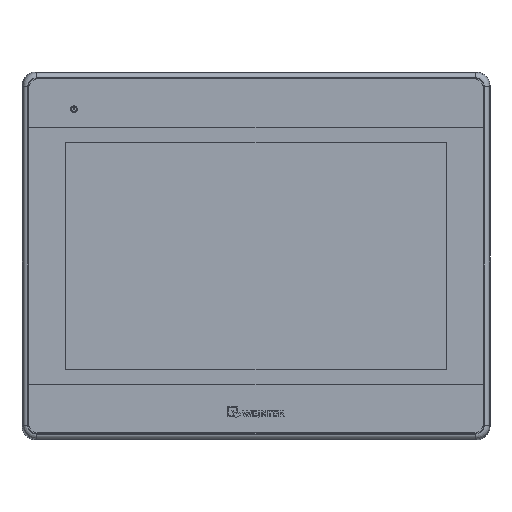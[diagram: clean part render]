
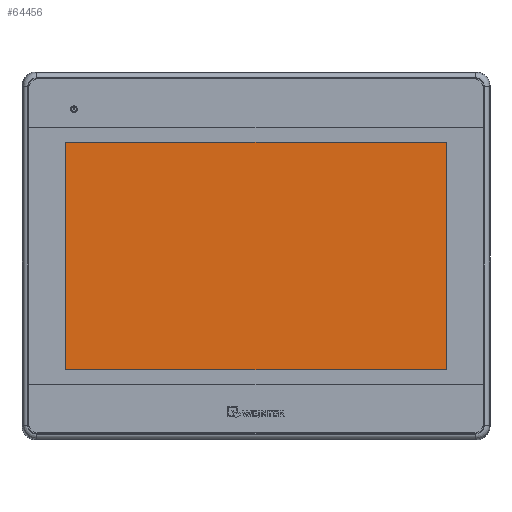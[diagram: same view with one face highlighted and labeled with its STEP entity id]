
A CAD part, top view. The second image highlights one B-rep face of the part: STEP entity #64456.
In plain terms, the highlighted planar face has unit normal (0, 0, 1).
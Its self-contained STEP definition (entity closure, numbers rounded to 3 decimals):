
#2249 = EDGE_LOOP ( 'NONE', ( #22731, #22733, #22735, #22737 ) ) ;
#9289 = LINE ( 'NONE', #9307, #33163 ) ;
#9299 = LINE ( 'NONE', #9303, #33155 ) ;
#9303 = CARTESIAN_POINT ( 'NONE',  ( 110.15, -97.7, 22.68 ) ) ;
#9305 = DIRECTION ( 'NONE',  ( 0., -1., 0. ) ) ;
#9307 = CARTESIAN_POINT ( 'NONE',  ( 126.7, 66., 22.68 ) ) ;
#9311 = DIRECTION ( 'NONE',  ( 1., 0., 0. ) ) ;
#9313 = LINE ( 'NONE', #9314, #34084 ) ;
#9314 = CARTESIAN_POINT ( 'NONE',  ( -110.15, -97.7, 22.68 ) ) ;
#9316 = DIRECTION ( 'NONE',  ( 0., 1., 0. ) ) ;
#9318 = LINE ( 'NONE', #9321, #33375 ) ;
#9321 = CARTESIAN_POINT ( 'NONE',  ( 126.7, -66., 22.68 ) ) ;
#9322 = DIRECTION ( 'NONE',  ( -1., 0., 0. ) ) ;
#22731 = ORIENTED_EDGE ( 'NONE', *, *, #52015, .F. ) ;
#22733 = ORIENTED_EDGE ( 'NONE', *, *, #52018, .F. ) ;
#22735 = ORIENTED_EDGE ( 'NONE', *, *, #52021, .F. ) ;
#22737 = ORIENTED_EDGE ( 'NONE', *, *, #52025, .F. ) ;
#26220 = VERTEX_POINT ( 'NONE', #51806 ) ;
#26242 = VERTEX_POINT ( 'NONE', #51897 ) ;
#33155 = VECTOR ( 'NONE', #9305, 1000. ) ;
#33163 = VECTOR ( 'NONE', #9311, 1000. ) ;
#33375 = VECTOR ( 'NONE', #9322, 1000. ) ;
#34084 = VECTOR ( 'NONE', #9316, 1000. ) ;
#35100 = CARTESIAN_POINT ( 'NONE',  ( -110.15, -66., 22.68 ) ) ;
#43991 = CARTESIAN_POINT ( 'NONE',  ( 126.7, -97.7, 22.68 ) ) ;
#43998 = FACE_OUTER_BOUND ( 'NONE', #2249, .T. ) ;
#43999 = PLANE ( 'NONE',  #49893 ) ;
#44002 = DIRECTION ( 'NONE',  ( 0., 0., 1. ) ) ;
#44003 = DIRECTION ( 'NONE',  ( 1., 0., 0. ) ) ;
#48940 = VERTEX_POINT ( 'NONE', #35100 ) ;
#49893 = AXIS2_PLACEMENT_3D ( 'NONE', #43991, #44002, #44003 ) ;
#51806 = CARTESIAN_POINT ( 'NONE',  ( 110.15, 66., 22.68 ) ) ;
#51897 = CARTESIAN_POINT ( 'NONE',  ( 110.15, -66., 22.68 ) ) ;
#52015 = EDGE_CURVE ( 'NONE', #26220, #26242, #9299, .T. ) ;
#52018 = EDGE_CURVE ( 'NONE', #78002, #26220, #9289, .T. ) ;
#52021 = EDGE_CURVE ( 'NONE', #48940, #78002, #9313, .T. ) ;
#52025 = EDGE_CURVE ( 'NONE', #26242, #48940, #9318, .T. ) ;
#62337 = CARTESIAN_POINT ( 'NONE',  ( -110.15, 66., 22.68 ) ) ;
#64456 = ADVANCED_FACE ( 'NONE', ( #43998 ), #43999, .T. ) ;
#78002 = VERTEX_POINT ( 'NONE', #62337 ) ;
